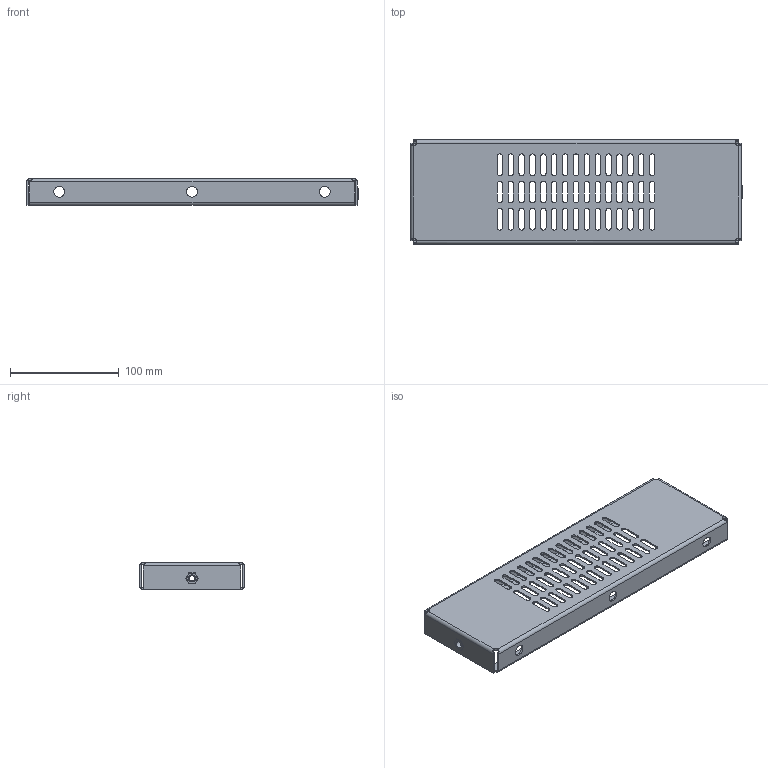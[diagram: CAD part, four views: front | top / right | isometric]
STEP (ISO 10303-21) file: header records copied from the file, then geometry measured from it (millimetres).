
FILE_DESCRIPTION (( 'STEP AP214' ), '1' );
FILE_NAME ('710.151.STEP', '2025-04-25T11:57:21', ( '' ), ( '' ), 'SwSTEP 2.0', 'SolidWorks 2021', '' );
FILE_SCHEMA (( 'AUTOMOTIVE_DESIGN' ));
Length unit declared in the file: millimetre
Products named in the file (3): 710.151 眈翴錪; 710.151; Çàêëåïêà ðåçüáîâàÿ Ì6 øåñòèãðàííàÿ ñ óìåíüøåííûì áîðòîì
Assembly tree (3 placements, depth 2):
  710.151
    710.151 眈翴錪
    Çàêëåïêà ðåçüáîâàÿ Ì6 øåñòèãðàííàÿ ñ óìåíüøåííûì áîðòîì  x2
Bounding box: 305.2 x 96 x 24.5 mm (x, y, z)
Volume: 71857.9 mm3; surface area: 100823.2 mm2
Topology: 3 solids, 3 shells, 320 faces, 872 edges, 560 vertices
Faces by surface type: plane 174, cylinder 126, cone 12, bspline 8
Entity records: 10098 total; most frequent: CARTESIAN_POINT 2113, ORIENTED_EDGE 1628, DIRECTION 1610, EDGE_CURVE 814, AXIS2_PLACEMENT_3D 541, LINE 528, VECTOR 528, VERTEX_POINT 524
